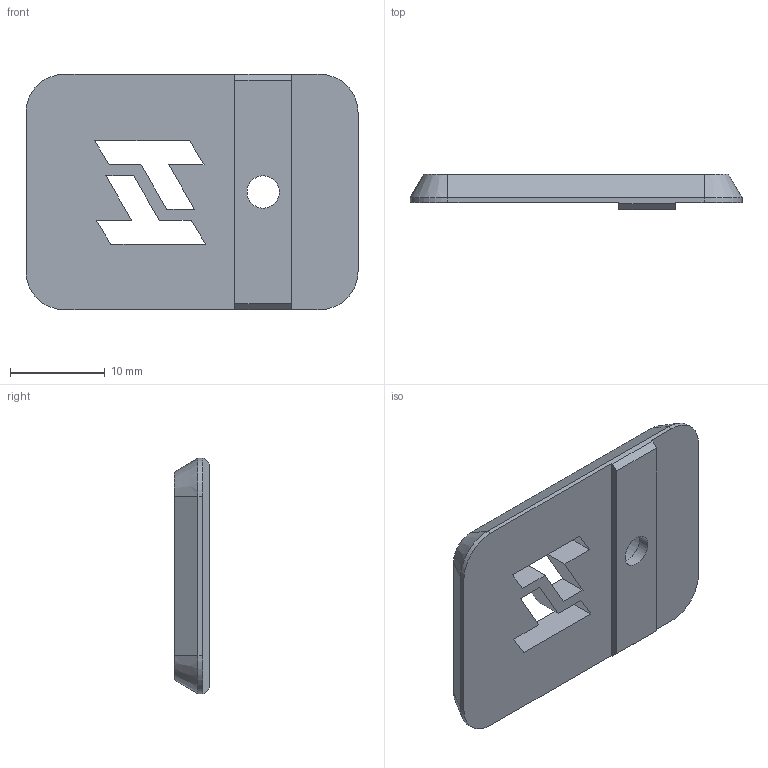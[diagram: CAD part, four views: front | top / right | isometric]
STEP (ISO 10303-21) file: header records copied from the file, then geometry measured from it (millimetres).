
FILE_DESCRIPTION(/* description */ (''),/* implementation_level */ '2;1');
FILE_NAME(/* name */ 'deck_panel_support_upper.step',/* time_stamp */ '2021-10-18T19:49:31-05:00',/* author */ (''),/* organization */ (''),/* preprocessor_version */ 'ST-DEVELOPER v18.1',/* originating_system */ 'Autodesk Translation Framework v10.10.0.1391',/* authorisation */ '');
FILE_SCHEMA (('AUTOMOTIVE_DESIGN { 1 0 10303 214 3 1 1 }'));
Length unit declared in the file: millimetre
Products named in the file (1): wile.e-deck_panel_support_upper
Bounding box: 35 x 3.75 x 24.8 mm (x, y, z)
Volume: 2158.1 mm3; surface area: 2069.9 mm2
Topology: 1 solids, 1 shells, 43 faces, 112 edges, 72 vertices
Faces by surface type: plane 33, cylinder 6, cone 4
Full cylindrical faces by diameter (mm): 3.4 x1, 6 x1
Entity records: 1350 total; most frequent: CARTESIAN_POINT 228, ORIENTED_EDGE 224, DIRECTION 216, EDGE_CURVE 112, LINE 96, VECTOR 96, VERTEX_POINT 72, AXIS2_PLACEMENT_3D 60
